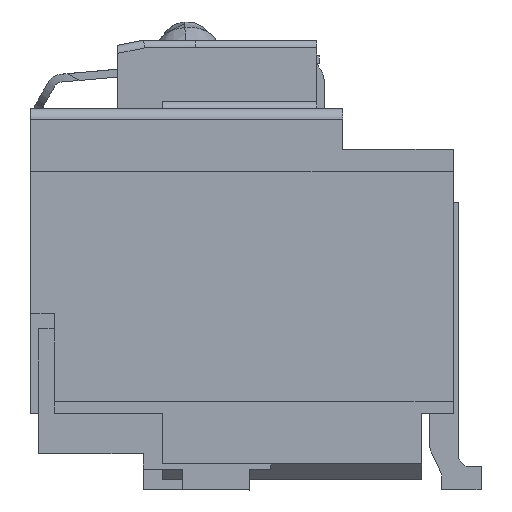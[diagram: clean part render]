
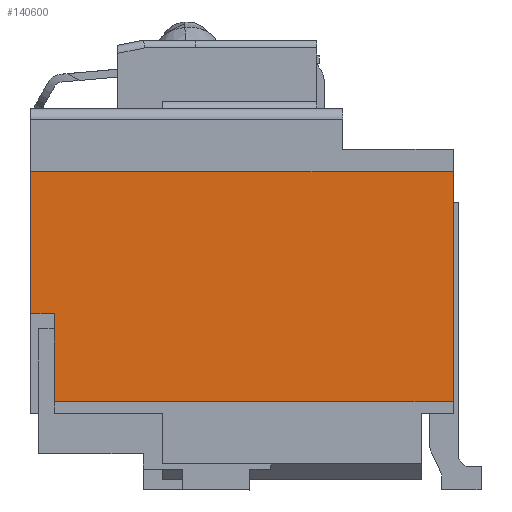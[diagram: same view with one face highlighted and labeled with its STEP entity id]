
A CAD part, front view. The second image highlights one B-rep face of the part: STEP entity #140600.
In plain terms, the highlighted planar face has unit normal (0, -1, 0).
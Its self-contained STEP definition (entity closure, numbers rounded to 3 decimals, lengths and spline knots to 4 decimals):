
#47160=CARTESIAN_POINT('',(-41.7344,-10.8905,
125.415));
#47170=VERTEX_POINT('',#47160);
#47200=CARTESIAN_POINT('',(-41.7344,-10.8905,
128.5064));
#47210=DIRECTION('',(0.,0.,-1.));
#47220=VECTOR('',#47210,1.);
#47230=LINE('',#47200,#47220);
#47240=CARTESIAN_POINT('',(-41.7344,-10.8905,
129.845));
#47250=VERTEX_POINT('',#47240);
#47260=EDGE_CURVE('',#47250,#47170,#47230,.T.);
#135210=CARTESIAN_POINT('',(-46.3044,-10.8905,
129.845));
#135220=DIRECTION('',(1.,0.,0.));
#135230=VECTOR('',#135220,1.);
#135240=LINE('',#135210,#135230);
#135250=CARTESIAN_POINT('',(-49.8544,-10.8905,
129.845));
#135260=VERTEX_POINT('',#135250);
#135270=EDGE_CURVE('',#135260,#47250,#135240,.T.);
#140030=CARTESIAN_POINT('',(-49.8544,-10.8905,
128.5064));
#140040=DIRECTION('',(0.,0.,-1.));
#140050=VECTOR('',#140040,1.);
#140060=LINE('',#140030,#140050);
#140070=CARTESIAN_POINT('',(-49.8544,-10.8905,
127.105));
#140080=VERTEX_POINT('',#140070);
#140090=EDGE_CURVE('',#135260,#140080,#140060,.T.);
#140280=CARTESIAN_POINT('',(-47.1094,-10.8905,
124.085));
#140290=DIRECTION('',(0.,-1.,0.));
#140300=DIRECTION('',(0.,0.,1.));
#140310=AXIS2_PLACEMENT_3D('',#140280,#140290,#140300);
#140320=PLANE('',#140310);
#140330=ORIENTED_EDGE('',*,*,#47260,.F.);
#140340=CARTESIAN_POINT('',(-46.3044,-10.8905,
125.415));
#140350=DIRECTION('',(-1.,0.,0.));
#140360=VECTOR('',#140350,1.);
#140370=LINE('',#140340,#140360);
#140380=CARTESIAN_POINT('',(-49.4044,-10.8905,
125.415));
#140390=VERTEX_POINT('',#140380);
#140400=EDGE_CURVE('',#47170,#140390,#140370,.T.);
#140410=ORIENTED_EDGE('',*,*,#140400,.F.);
#140420=CARTESIAN_POINT('',(-49.4044,-10.8905,
128.5064));
#140430=DIRECTION('',(0.,0.,1.));
#140440=VECTOR('',#140430,1.);
#140450=LINE('',#140420,#140440);
#140460=CARTESIAN_POINT('',(-49.4044,-10.8905,
127.105));
#140470=VERTEX_POINT('',#140460);
#140480=EDGE_CURVE('',#140390,#140470,#140450,.T.);
#140490=ORIENTED_EDGE('',*,*,#140480,.F.);
#140500=CARTESIAN_POINT('',(-46.3044,-10.8905,
127.105));
#140510=DIRECTION('',(1.,0.,0.));
#140520=VECTOR('',#140510,1.);
#140530=LINE('',#140500,#140520);
#140540=EDGE_CURVE('',#140080,#140470,#140530,.T.);
#140550=ORIENTED_EDGE('',*,*,#140540,.T.);
#140560=ORIENTED_EDGE('',*,*,#140090,.T.);
#140570=ORIENTED_EDGE('',*,*,#135270,.F.);
#140580=EDGE_LOOP('',(#140570,#140560,#140550,#140490,#140410,#140330));
#140590=FACE_OUTER_BOUND('',#140580,.T.);
#140600=ADVANCED_FACE('',(#140590),#140320,.T.);
